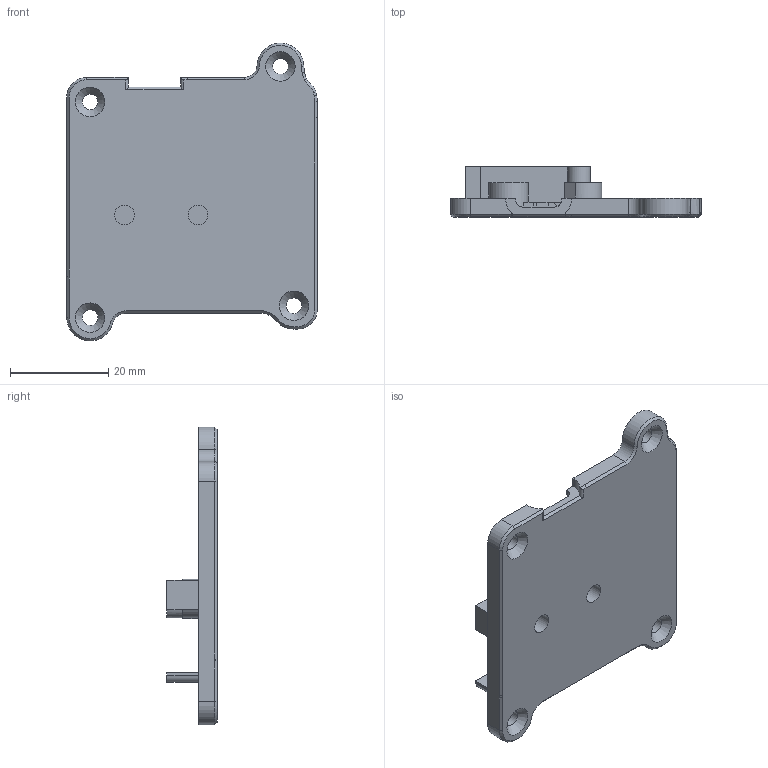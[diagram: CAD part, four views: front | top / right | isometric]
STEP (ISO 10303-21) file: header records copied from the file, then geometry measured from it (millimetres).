
FILE_DESCRIPTION(/* description */ (''),/* implementation_level */ '2;1');
FILE_NAME(/* name */ 'Case - Top.step',/* time_stamp */ '2025-08-21T14:07:57-07:00',/* author */ (''),/* organization */ (''),/* preprocessor_version */ 'ST-DEVELOPER v20.1',/* originating_system */ 'Autodesk Translation Framework v14.10.0.0',/* authorisation */ '');
FILE_SCHEMA (('AUTOMOTIVE_DESIGN { 1 0 10303 214 3 1 1 }'));
Length unit declared in the file: inch
Products named in the file (1): Case - Top
Bounding box: 51 x 10.26 x 60.67 mm (x, y, z)
Volume: 7207.2 mm3; surface area: 7311.6 mm2
Topology: 1 solids, 1 shells, 155 faces, 402 edges, 257 vertices
Faces by surface type: plane 96, cylinder 32, bspline 14, cone 13
Full cylindrical faces by diameter (mm): 3.2 x4, 4 x2, 4.652 x1, 8 x1
Entity records: 5113 total; most frequent: CARTESIAN_POINT 1311, ORIENTED_EDGE 804, DIRECTION 739, EDGE_CURVE 402, LINE 285, VECTOR 285, VERTEX_POINT 257, AXIS2_PLACEMENT_3D 227
